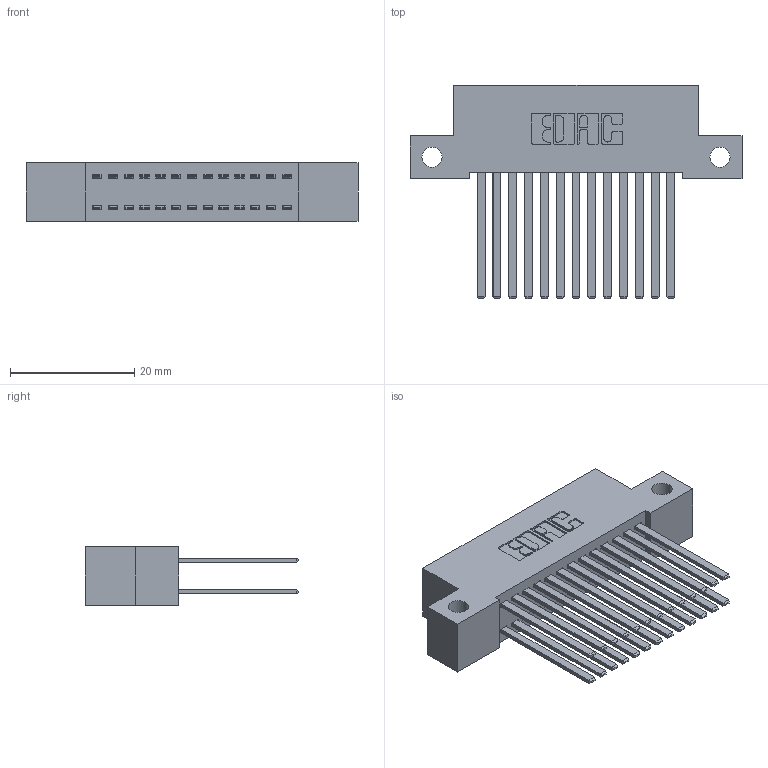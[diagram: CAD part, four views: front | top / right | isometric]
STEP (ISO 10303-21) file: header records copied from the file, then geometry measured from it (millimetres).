
FILE_DESCRIPTION (( 'STEP AP203' ), '1' );
FILE_NAME ('392-026-544-212.STEP', '2018-08-15T20:01:47', ( '' ), ( '' ), 'SwSTEP 2.0', 'SolidWorks 2016', '' );
FILE_SCHEMA (( 'CONFIG_CONTROL_DESIGN' ));
Length unit declared in the file: inch
Products named in the file (3): 342 Part_Side Mount; 345-292-001_345-293-144; 392-026-544-212
Assembly tree (27 placements, depth 2):
  392-026-544-212
    342 Part_Side Mount
    345-292-001_345-293-144  x26
Bounding box: 53.34 x 34.3 x 9.4 mm (x, y, z)
Volume: 4945.9 mm3; surface area: 8185.6 mm2
Topology: 27 solids, 27 shells, 1306 faces, 3861 edges, 2538 vertices
Faces by surface type: plane 898, cylinder 408
Entity records: 11801 total; most frequent: CARTESIAN_POINT 1986, ORIENTED_EDGE 1922, DIRECTION 1745, EDGE_CURVE 961, VECTOR 837, LINE 837, VERTEX_POINT 638, AXIS2_PLACEMENT_3D 454
